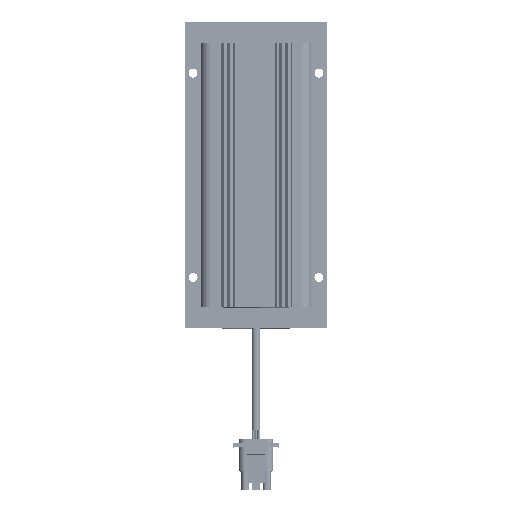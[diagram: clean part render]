
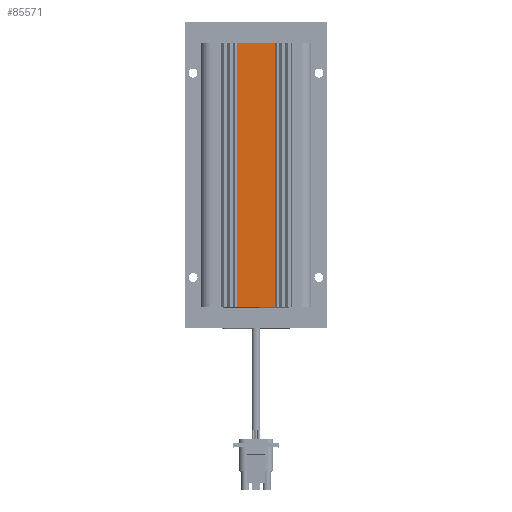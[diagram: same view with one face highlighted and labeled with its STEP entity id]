
A CAD part, front view. The second image highlights one B-rep face of the part: STEP entity #85571.
In plain terms, the highlighted planar face has unit normal (0, -1, 0).
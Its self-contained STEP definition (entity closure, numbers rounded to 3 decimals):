
#31049 = VERTEX_POINT ( 'NONE', #252079 ) ;
#37410 = DIRECTION ( 'NONE',  ( 0., -1., 0. ) ) ;
#42967 = AXIS2_PLACEMENT_3D ( 'NONE', #217790, #37410, #259360 ) ;
#44160 = CARTESIAN_POINT ( 'NONE',  ( 111.639, 13.649, 60. ) ) ;
#48267 = LINE ( 'NONE', #244977, #95677 ) ;
#48332 = CARTESIAN_POINT ( 'NONE',  ( 111.639, 13.649, -95. ) ) ;
#54558 = CARTESIAN_POINT ( 'NONE',  ( 89.872, 13.649, -95. ) ) ;
#55213 = EDGE_CURVE ( 'NONE', #31049, #122167, #230735, .T. ) ;
#58399 = VERTEX_POINT ( 'NONE', #161693 ) ;
#65841 = CARTESIAN_POINT ( 'NONE',  ( 111.639, 13.649, 60. ) ) ;
#85571 = ADVANCED_FACE ( 'NONE', ( #96887 ), #158519, .T. ) ;
#95677 = VECTOR ( 'NONE', #208669, 1000. ) ;
#96053 = CARTESIAN_POINT ( 'NONE',  ( 89.872, 13.649, -95. ) ) ;
#96887 = FACE_OUTER_BOUND ( 'NONE', #130226, .T. ) ;
#108595 = LINE ( 'NONE', #44160, #146424 ) ;
#113677 = VECTOR ( 'NONE', #209301, 1000. ) ;
#122167 = VERTEX_POINT ( 'NONE', #65841 ) ;
#129605 = EDGE_CURVE ( 'NONE', #153703, #58399, #204943, .T. ) ;
#130226 = EDGE_LOOP ( 'NONE', ( #155722, #188947, #139826, #189172 ) ) ;
#136763 = DIRECTION ( 'NONE',  ( 0., 0., 1. ) ) ;
#138408 = VECTOR ( 'NONE', #136763, 1000. ) ;
#139826 = ORIENTED_EDGE ( 'NONE', *, *, #55213, .T. ) ;
#146424 = VECTOR ( 'NONE', #188256, 1000. ) ;
#153703 = VERTEX_POINT ( 'NONE', #54558 ) ;
#155722 = ORIENTED_EDGE ( 'NONE', *, *, #129605, .F. ) ;
#158519 = PLANE ( 'NONE',  #42967 ) ;
#161693 = CARTESIAN_POINT ( 'NONE',  ( 89.872, 13.649, 60. ) ) ;
#188256 = DIRECTION ( 'NONE',  ( -1., 0., 0. ) ) ;
#188947 = ORIENTED_EDGE ( 'NONE', *, *, #223654, .F. ) ;
#189172 = ORIENTED_EDGE ( 'NONE', *, *, #208082, .T. ) ;
#204943 = LINE ( 'NONE', #96053, #138408 ) ;
#208082 = EDGE_CURVE ( 'NONE', #122167, #58399, #108595, .T. ) ;
#208669 = DIRECTION ( 'NONE',  ( -1., 0., 0. ) ) ;
#209301 = DIRECTION ( 'NONE',  ( 0., 0., 1. ) ) ;
#217790 = CARTESIAN_POINT ( 'NONE',  ( 111.639, 13.649, 65. ) ) ;
#223654 = EDGE_CURVE ( 'NONE', #31049, #153703, #48267, .T. ) ;
#230735 = LINE ( 'NONE', #48332, #113677 ) ;
#244977 = CARTESIAN_POINT ( 'NONE',  ( 111.639, 13.649, -95. ) ) ;
#252079 = CARTESIAN_POINT ( 'NONE',  ( 111.639, 13.649, -95. ) ) ;
#259360 = DIRECTION ( 'NONE',  ( -1., 0., 0. ) ) ;
